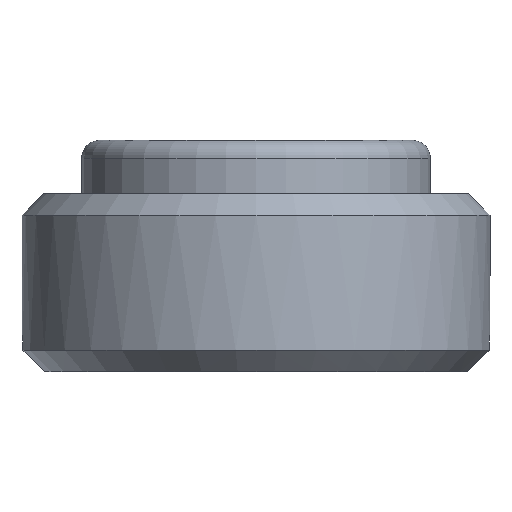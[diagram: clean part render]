
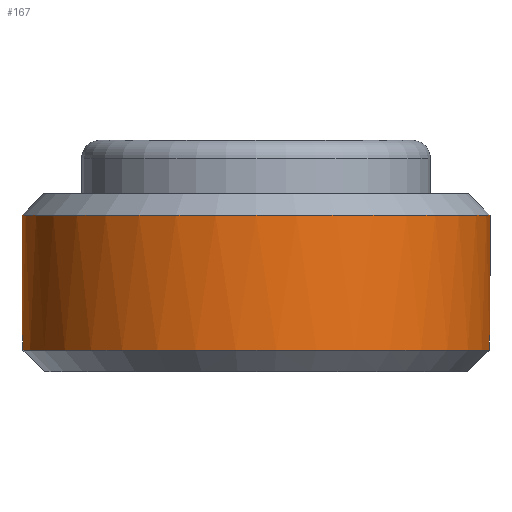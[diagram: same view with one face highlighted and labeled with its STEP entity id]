
A CAD part, front view. The second image highlights one B-rep face of the part: STEP entity #167.
In plain terms, the highlighted cylindrical face has radius 6.579 mm (diameter 13.157 mm), a partial arc.
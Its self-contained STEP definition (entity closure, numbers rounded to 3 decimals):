
#8 = EDGE_CURVE ( 'NONE', #268, #123, #356, .T. ) ;
#19 = VERTEX_POINT ( 'NONE', #440 ) ;
#28 = VERTEX_POINT ( 'NONE', #328 ) ;
#65 = EDGE_CURVE ( 'NONE', #302, #66, #390, .T. ) ;
#66 = VERTEX_POINT ( 'NONE', #386 ) ;
#96 = VERTEX_POINT ( 'NONE', #480 ) ;
#105 = EDGE_CURVE ( 'NONE', #19, #28, #460, .T. ) ;
#121 = EDGE_CURVE ( 'NONE', #96, #123, #588, .T. ) ;
#123 = VERTEX_POINT ( 'NONE', #584 ) ;
#164 = ORIENTED_EDGE ( 'NONE', *, *, #105, .F. ) ;
#167 = ADVANCED_FACE ( 'NONE', ( #516 ), #515, .T. ) ;
#168 = EDGE_LOOP ( 'NONE', ( #164, #183, #185, #186, #187, #188, #189, #190 ) ) ;
#183 = ORIENTED_EDGE ( 'NONE', *, *, #184, .F. ) ;
#184 = EDGE_CURVE ( 'NONE', #96, #19, #492, .T. ) ;
#185 = ORIENTED_EDGE ( 'NONE', *, *, #121, .T. ) ;
#186 = ORIENTED_EDGE ( 'NONE', *, *, #8, .F. ) ;
#187 = ORIENTED_EDGE ( 'NONE', *, *, #212, .F. ) ;
#188 = ORIENTED_EDGE ( 'NONE', *, *, #318, .T. ) ;
#189 = ORIENTED_EDGE ( 'NONE', *, *, #65, .F. ) ;
#190 = ORIENTED_EDGE ( 'NONE', *, *, #301, .F. ) ;
#210 = VERTEX_POINT ( 'NONE', #851 ) ;
#212 = EDGE_CURVE ( 'NONE', #210, #268, #788, .T. ) ;
#268 = VERTEX_POINT ( 'NONE', #722 ) ;
#301 = EDGE_CURVE ( 'NONE', #28, #302, #814, .T. ) ;
#302 = VERTEX_POINT ( 'NONE', #813 ) ;
#318 = EDGE_CURVE ( 'NONE', #210, #66, #861, .T. ) ;
#328 = CARTESIAN_POINT ( 'NONE',  ( 6.579, 0., 0.999 ) ) ;
#356 = B_SPLINE_CURVE_WITH_KNOTS ( 'NONE', 3,
 ( #369, #368, #367, #366 ),
 .UNSPECIFIED., .F., .F.,
 ( 4, 4 ),
 ( -0.001, 0. ),
 .UNSPECIFIED. ) ;
#366 = CARTESIAN_POINT ( 'NONE',  ( -6.579, 0., 0.999 ) ) ;
#367 = CARTESIAN_POINT ( 'NONE',  ( -6.579, -0.2, 0.999 ) ) ;
#368 = CARTESIAN_POINT ( 'NONE',  ( -6.569, -0.4, 1.001 ) ) ;
#369 = CARTESIAN_POINT ( 'NONE',  ( -6.551, -0.6, 1.006 ) ) ;
#386 = CARTESIAN_POINT ( 'NONE',  ( 6.551, -0.6, 0.6 ) ) ;
#387 = DIRECTION ( 'NONE',  ( 0., 0., -1. ) ) ;
#388 = VECTOR ( 'NONE', #387, 1000. ) ;
#389 = CARTESIAN_POINT ( 'NONE',  ( 6.551, -0.6, 0.787 ) ) ;
#390 = LINE ( 'NONE', #389, #388 ) ;
#440 = CARTESIAN_POINT ( 'NONE',  ( 6.579, 0., 4.4 ) ) ;
#459 = CARTESIAN_POINT ( 'NONE',  ( 6.579, 0., 4.78 ) ) ;
#460 = LINE ( 'NONE', #459, #612 ) ;
#480 = CARTESIAN_POINT ( 'NONE',  ( -6.579, 0., 4.4 ) ) ;
#489 = DIRECTION ( 'NONE',  ( 0., -1., 0. ) ) ;
#490 = DIRECTION ( 'NONE',  ( 0., 0., 1. ) ) ;
#491 = AXIS2_PLACEMENT_3D ( 'NONE', #496, #490, #489 ) ;
#492 = CIRCLE ( 'NONE', #491, 6.579 ) ;
#496 = CARTESIAN_POINT ( 'NONE',  ( 0., 0., 4.4 ) ) ;
#511 = DIRECTION ( 'NONE',  ( -1., 0., 0. ) ) ;
#512 = DIRECTION ( 'NONE',  ( 0., 0., -1. ) ) ;
#513 = AXIS2_PLACEMENT_3D ( 'NONE', #514, #512, #511 ) ;
#514 = CARTESIAN_POINT ( 'NONE',  ( 0., 0., 4.78 ) ) ;
#515 = CYLINDRICAL_SURFACE ( 'NONE', #513, 6.579 ) ;
#516 = FACE_OUTER_BOUND ( 'NONE', #168, .T. ) ;
#584 = CARTESIAN_POINT ( 'NONE',  ( -6.579, 0., 0.999 ) ) ;
#585 = DIRECTION ( 'NONE',  ( 0., 0., -1. ) ) ;
#586 = VECTOR ( 'NONE', #585, 1000. ) ;
#587 = CARTESIAN_POINT ( 'NONE',  ( -6.579, 0., 4.78 ) ) ;
#588 = LINE ( 'NONE', #587, #586 ) ;
#611 = DIRECTION ( 'NONE',  ( 0., 0., -1. ) ) ;
#612 = VECTOR ( 'NONE', #611, 1000. ) ;
#722 = CARTESIAN_POINT ( 'NONE',  ( -6.551, -0.6, 1.006 ) ) ;
#779 = DIRECTION ( 'NONE',  ( 0., -1., 0. ) ) ;
#780 = DIRECTION ( 'NONE',  ( 0., 0., 1. ) ) ;
#781 = CARTESIAN_POINT ( 'NONE',  ( 0., 0., 0.6 ) ) ;
#782 = AXIS2_PLACEMENT_3D ( 'NONE', #781, #780, #779 ) ;
#785 = DIRECTION ( 'NONE',  ( 0., 0., 1. ) ) ;
#786 = VECTOR ( 'NONE', #785, 1000. ) ;
#787 = CARTESIAN_POINT ( 'NONE',  ( -6.551, -0.6, 0.787 ) ) ;
#788 = LINE ( 'NONE', #787, #786 ) ;
#809 = CARTESIAN_POINT ( 'NONE',  ( 6.551, -0.6, 1.006 ) ) ;
#810 = CARTESIAN_POINT ( 'NONE',  ( 6.569, -0.4, 1.001 ) ) ;
#811 = CARTESIAN_POINT ( 'NONE',  ( 6.579, -0.2, 0.999 ) ) ;
#812 = CARTESIAN_POINT ( 'NONE',  ( 6.579, 0., 0.999 ) ) ;
#813 = CARTESIAN_POINT ( 'NONE',  ( 6.551, -0.6, 1.006 ) ) ;
#814 = B_SPLINE_CURVE_WITH_KNOTS ( 'NONE', 3,
 ( #812, #811, #810, #809 ),
 .UNSPECIFIED., .F., .F.,
 ( 4, 4 ),
 ( 0., 0.001 ),
 .UNSPECIFIED. ) ;
#851 = CARTESIAN_POINT ( 'NONE',  ( -6.551, -0.6, 0.6 ) ) ;
#861 = CIRCLE ( 'NONE', #782, 6.579 ) ;
